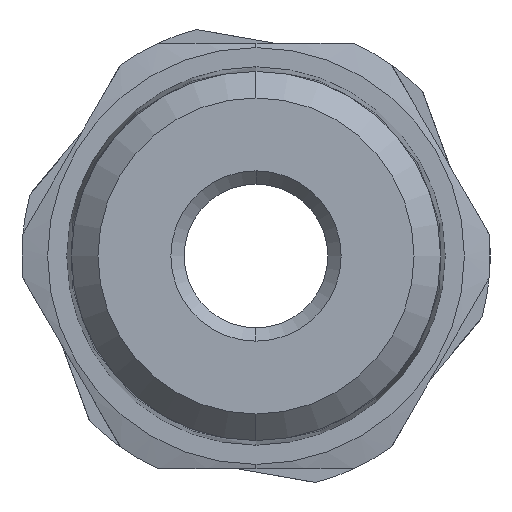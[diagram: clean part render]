
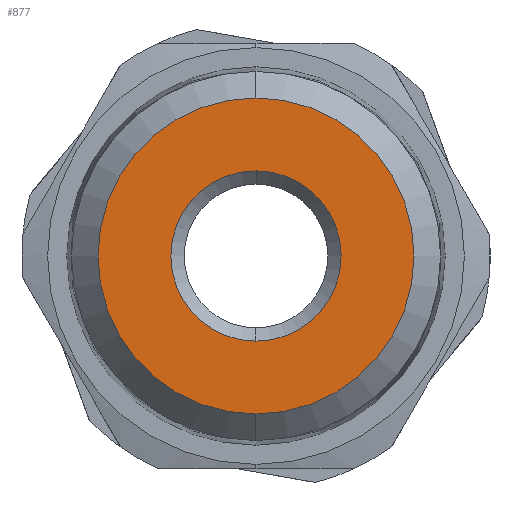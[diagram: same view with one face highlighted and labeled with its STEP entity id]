
A CAD part, left-side view. The second image highlights one B-rep face of the part: STEP entity #877.
In plain terms, the highlighted planar face has unit normal (-1, 0, 0).
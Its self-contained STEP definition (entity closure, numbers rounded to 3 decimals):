
#131 = FACE_OUTER_BOUND ( 'NONE', #778, .T. ) ;
#140 = VERTEX_POINT ( 'NONE', #2277 ) ;
#256 = CIRCLE ( 'NONE', #2170, 4.8 ) ;
#283 = VERTEX_POINT ( 'NONE', #3512 ) ;
#398 = VERTEX_POINT ( 'NONE', #1126 ) ;
#404 = FACE_BOUND ( 'NONE', #2130, .T. ) ;
#454 = AXIS2_PLACEMENT_3D ( 'NONE', #1701, #673, #649 ) ;
#552 = EDGE_CURVE ( 'NONE', #398, #283, #1336, .T. ) ;
#649 = DIRECTION ( 'NONE',  ( 0., 0., -1. ) ) ;
#673 = DIRECTION ( 'NONE',  ( 1., 0., 0. ) ) ;
#778 = EDGE_LOOP ( 'NONE', ( #1634, #2812 ) ) ;
#837 = EDGE_CURVE ( 'NONE', #140, #2014, #1811, .T. ) ;
#877 = ADVANCED_FACE ( 'NONE', ( #131, #404 ), #1400, .F. ) ;
#891 = CIRCLE ( 'NONE', #2689, 8.911 ) ;
#1126 = CARTESIAN_POINT ( 'NONE',  ( 0., 0., 8.911 ) ) ;
#1157 = DIRECTION ( 'NONE',  ( 0., 0., -1. ) ) ;
#1167 = ORIENTED_EDGE ( 'NONE', *, *, #837, .T. ) ;
#1171 = CARTESIAN_POINT ( 'NONE',  ( 0., 0., 0. ) ) ;
#1255 = DIRECTION ( 'NONE',  ( -1., 0., 0. ) ) ;
#1289 = CARTESIAN_POINT ( 'NONE',  ( 0., 0., 0. ) ) ;
#1336 = CIRCLE ( 'NONE', #2032, 8.911 ) ;
#1400 = PLANE ( 'NONE',  #454 ) ;
#1619 = CARTESIAN_POINT ( 'NONE',  ( 0., 0., 4.8 ) ) ;
#1634 = ORIENTED_EDGE ( 'NONE', *, *, #2697, .T. ) ;
#1688 = DIRECTION ( 'NONE',  ( 1., 0., 0. ) ) ;
#1701 = CARTESIAN_POINT ( 'NONE',  ( 0., 0., 0. ) ) ;
#1811 = CIRCLE ( 'NONE', #1866, 4.8 ) ;
#1866 = AXIS2_PLACEMENT_3D ( 'NONE', #3333, #2571, #2532 ) ;
#2014 = VERTEX_POINT ( 'NONE', #1619 ) ;
#2032 = AXIS2_PLACEMENT_3D ( 'NONE', #1289, #1255, #3459 ) ;
#2130 = EDGE_LOOP ( 'NONE', ( #3416, #1167 ) ) ;
#2170 = AXIS2_PLACEMENT_3D ( 'NONE', #1171, #1688, #1157 ) ;
#2277 = CARTESIAN_POINT ( 'NONE',  ( 0., 0., -4.8 ) ) ;
#2523 = EDGE_CURVE ( 'NONE', #2014, #140, #256, .T. ) ;
#2532 = DIRECTION ( 'NONE',  ( 0., 0., -1. ) ) ;
#2571 = DIRECTION ( 'NONE',  ( 1., 0., 0. ) ) ;
#2689 = AXIS2_PLACEMENT_3D ( 'NONE', #2914, #3442, #3166 ) ;
#2697 = EDGE_CURVE ( 'NONE', #283, #398, #891, .T. ) ;
#2812 = ORIENTED_EDGE ( 'NONE', *, *, #552, .T. ) ;
#2914 = CARTESIAN_POINT ( 'NONE',  ( 0., 0., 0. ) ) ;
#3166 = DIRECTION ( 'NONE',  ( 0., 0., -1. ) ) ;
#3333 = CARTESIAN_POINT ( 'NONE',  ( 0., 0., 0. ) ) ;
#3416 = ORIENTED_EDGE ( 'NONE', *, *, #2523, .T. ) ;
#3442 = DIRECTION ( 'NONE',  ( -1., 0., 0. ) ) ;
#3459 = DIRECTION ( 'NONE',  ( 0., 0., -1. ) ) ;
#3512 = CARTESIAN_POINT ( 'NONE',  ( 0., 0., -8.911 ) ) ;
